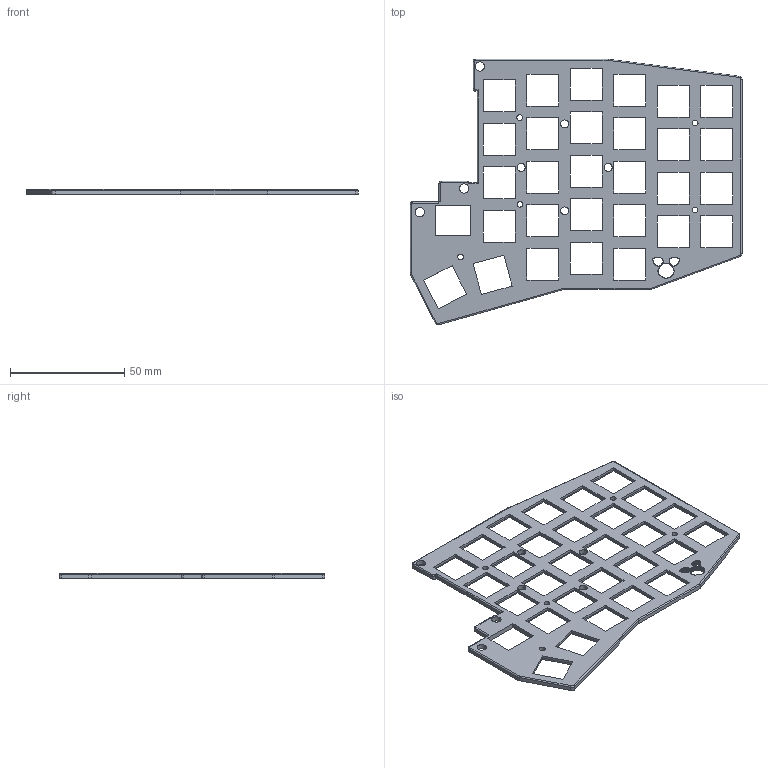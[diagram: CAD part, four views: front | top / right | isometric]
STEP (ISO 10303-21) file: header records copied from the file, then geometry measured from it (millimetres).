
FILE_DESCRIPTION(/* description */ (''),/* implementation_level */ '2;1');
FILE_NAME(/* name */ 'chico_rh_keyplate v27.step',/* time_stamp */ '2024-03-07T15:37:03-05:00',/* author */ (''),/* organization */ (''),/* preprocessor_version */ 'ST-DEVELOPER v20',/* originating_system */ 'Autodesk Translation Framework v12.20.1.177',/* authorisation */ '');
FILE_SCHEMA (('AUTOMOTIVE_DESIGN { 1 0 10303 214 3 1 1 }'));
Length unit declared in the file: millimetre
Products named in the file (1): chico_rh_keyplate
Bounding box: 145.41 x 116.29 x 2.2 mm (x, y, z)
Volume: 14274 mm3; surface area: 19001.1 mm2
Topology: 1 solids, 1 shells, 961 faces, 2766 edges, 1836 vertices
Faces by surface type: plane 910, cylinder 40, torus 7, bspline 4
Full cylindrical faces by diameter (mm): 2.5 x5, 3.5 x4, 4.1 x3
Entity records: 31289 total; most frequent: CARTESIAN_POINT 5809, ORIENTED_EDGE 5532, DIRECTION 4751, EDGE_CURVE 2766, LINE 2677, VECTOR 2677, VERTEX_POINT 1836, EDGE_LOOP 1080
